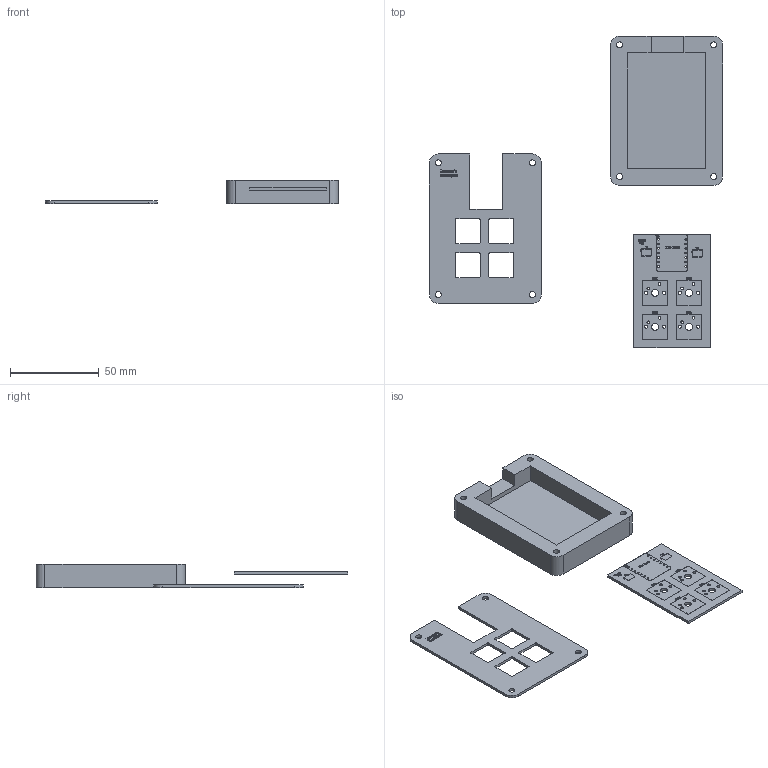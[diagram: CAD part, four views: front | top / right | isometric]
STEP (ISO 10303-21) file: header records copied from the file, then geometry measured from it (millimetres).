
FILE_DESCRIPTION(/* description */ (''),/* implementation_level */ '2;1');
FILE_NAME(/* name */ 'FINAL. PRINT this.step',/* time_stamp */ '2025-12-17T18:23:02-05:00',/* author */ (''),/* organization */ (''),/* preprocessor_version */ 'ST-DEVELOPER v20.1',/* originating_system */ 'Autodesk Translation Framework v14.21.0.0',/* authorisation */ '');
FILE_SCHEMA (('AUTOMOTIVE_DESIGN { 1 0 10303 214 3 1 1 }'));
Length unit declared in the file: millimetre
Products named in the file (7): 2025-12-17-18-21-52-080; 2025-12-14-20-36-29-773; 2025-12-14-20-40-34-206; Official 1 1; Official 1_silkscreen; Official 1_PCB; 2025-12-17-17-10-41-045
Assembly tree (6 placements, depth 3):
  2025-12-17-18-21-52-080
    2025-12-14-20-36-29-773
      2025-12-14-20-40-34-206
    Official 1 1
      Official 1_silkscreen
      Official 1_PCB
    2025-12-17-17-10-41-045
Bounding box: 164.72 x 175.29 x 13 mm (x, y, z)
Volume: 47605.2 mm3; surface area: 31438.9 mm2
Topology: 3 solids, 49 shells, 508 faces, 2125 edges, 1696 vertices
Faces by surface type: bspline 236, plane 202, cylinder 70
Full cylindrical faces by diameter (mm): 0.889 x14, 1.5 x8, 1.7 x8, 3.4 x8, 4 x4, 6 x4
Entity records: 24870 total; most frequent: CARTESIAN_POINT 8354, ORIENTED_EDGE 3412, DIRECTION 2564, EDGE_CURVE 2125, VERTEX_POINT 1696, LINE 1312, VECTOR 1312, EDGE_LOOP 645
